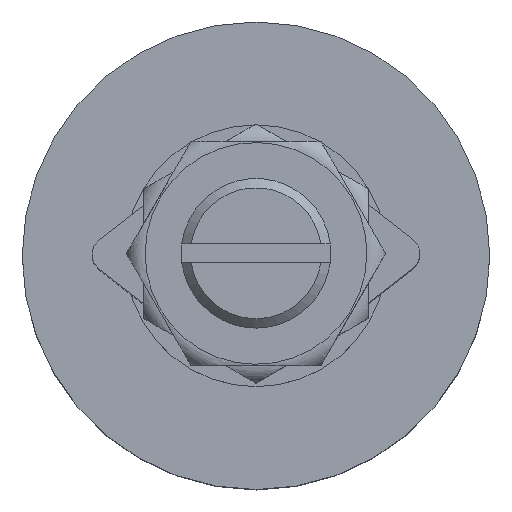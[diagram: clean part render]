
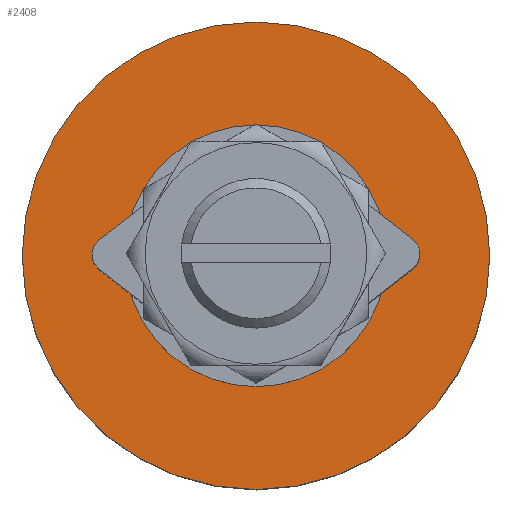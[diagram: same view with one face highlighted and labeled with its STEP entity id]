
A CAD part, top view. The second image highlights one B-rep face of the part: STEP entity #2408.
In plain terms, the highlighted planar face has unit normal (0, 0, 1).
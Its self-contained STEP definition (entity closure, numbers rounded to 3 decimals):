
#153=FACE_BOUND('',#785,.T.);
#582=PLANE('',#2824);
#655=FACE_OUTER_BOUND('',#784,.T.);
#784=EDGE_LOOP('',(#1749));
#785=EDGE_LOOP('',(#1750));
#932=CIRCLE('',#2820,12.075);
#933=CIRCLE('',#2822,25.);
#1108=VERTEX_POINT('',#4018);
#1109=VERTEX_POINT('',#4022);
#1354=EDGE_CURVE('',#1108,#1108,#932,.T.);
#1355=EDGE_CURVE('',#1109,#1109,#933,.T.);
#1749=ORIENTED_EDGE('',*,*,#1355,.F.);
#1750=ORIENTED_EDGE('',*,*,#1354,.T.);
#2408=ADVANCED_FACE('',(#655,#153),#582,.F.);
#2820=AXIS2_PLACEMENT_3D('',#4020,#3193,#3194);
#2822=AXIS2_PLACEMENT_3D('',#4023,#3197,#3198);
#2824=AXIS2_PLACEMENT_3D('',#4027,#3202,#3203);
#3193=DIRECTION('center_axis',(0.,0.,-1.));
#3194=DIRECTION('ref_axis',(-1.,0.,0.));
#3197=DIRECTION('center_axis',(0.,0.,-1.));
#3198=DIRECTION('ref_axis',(-1.,0.,0.));
#3202=DIRECTION('center_axis',(0.,0.,-1.));
#3203=DIRECTION('ref_axis',(-1.,0.,0.));
#4018=CARTESIAN_POINT('',(12.075,0.,26.));
#4020=CARTESIAN_POINT('Origin',(0.,0.,26.));
#4022=CARTESIAN_POINT('',(25.,0.,26.));
#4023=CARTESIAN_POINT('Origin',(0.,0.,26.));
#4027=CARTESIAN_POINT('Origin',(0.,0.,26.));
